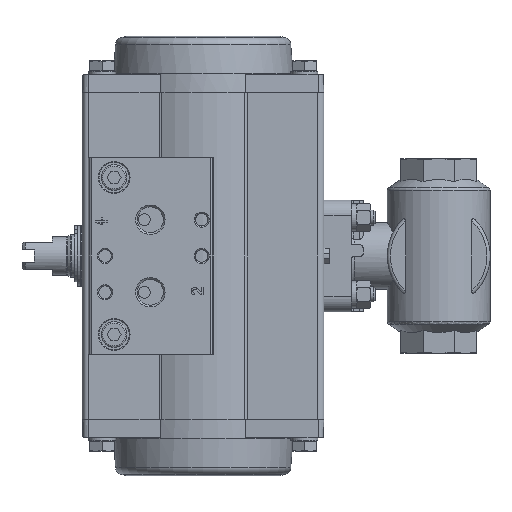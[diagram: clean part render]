
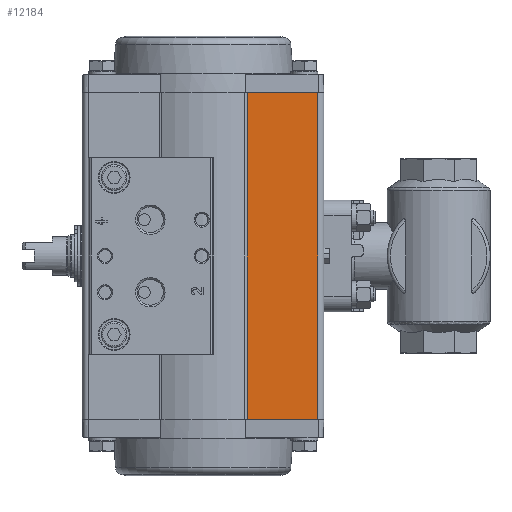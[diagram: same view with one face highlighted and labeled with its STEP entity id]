
A CAD part, left-side view. The second image highlights one B-rep face of the part: STEP entity #12184.
In plain terms, the highlighted face is planar.
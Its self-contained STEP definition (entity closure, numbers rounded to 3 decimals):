
#299=PLANE('',#13293);
#1370=LINE('',#19532,#2090);
#1394=LINE('',#19670,#2114);
#1430=LINE('',#19778,#2150);
#1431=LINE('',#19779,#2151);
#2090=VECTOR('',#15242,1000.);
#2114=VECTOR('',#15308,1000.);
#2150=VECTOR('',#15400,1000.);
#2151=VECTOR('',#15401,1000.);
#3676=ORIENTED_EDGE('',*,*,#6583,.F.);
#3677=ORIENTED_EDGE('',*,*,#6684,.F.);
#3678=ORIENTED_EDGE('',*,*,#6631,.T.);
#3679=ORIENTED_EDGE('',*,*,#6685,.T.);
#6583=EDGE_CURVE('',#8162,#8170,#1370,.T.);
#6631=EDGE_CURVE('',#8192,#8210,#1394,.T.);
#6684=EDGE_CURVE('',#8192,#8162,#1430,.T.);
#6685=EDGE_CURVE('',#8210,#8170,#1431,.T.);
#8162=VERTEX_POINT('',#19502);
#8170=VERTEX_POINT('',#19533);
#8192=VERTEX_POINT('',#19599);
#8210=VERTEX_POINT('',#19669);
#9893=EDGE_LOOP('',(#3676,#3677,#3678,#3679));
#10973=FACE_BOUND('',#9893,.T.);
#12184=ADVANCED_FACE('',(#10973),#299,.F.);
#13293=AXIS2_PLACEMENT_3D('',#19777,#15398,#15399);
#15242=DIRECTION('',(0.,-1.,0.));
#15308=DIRECTION('',(0.,-1.,0.));
#15398=DIRECTION('',(-1.,0.,0.));
#15399=DIRECTION('',(0.,0.,1.));
#15400=DIRECTION('',(0.,0.,-1.));
#15401=DIRECTION('',(0.,0.,-1.));
#19502=CARTESIAN_POINT('',(26.5,-14.552,-54.15));
#19532=CARTESIAN_POINT('',(26.5,40.,-54.15));
#19533=CARTESIAN_POINT('',(26.5,-38.,-54.15));
#19599=CARTESIAN_POINT('',(26.5,-14.552,54.15));
#19669=CARTESIAN_POINT('',(26.5,-38.,54.15));
#19670=CARTESIAN_POINT('',(26.5,40.,54.15));
#19777=CARTESIAN_POINT('',(26.5,14.552,54.15));
#19778=CARTESIAN_POINT('',(26.5,-14.552,54.15));
#19779=CARTESIAN_POINT('',(26.5,-38.,54.25));
